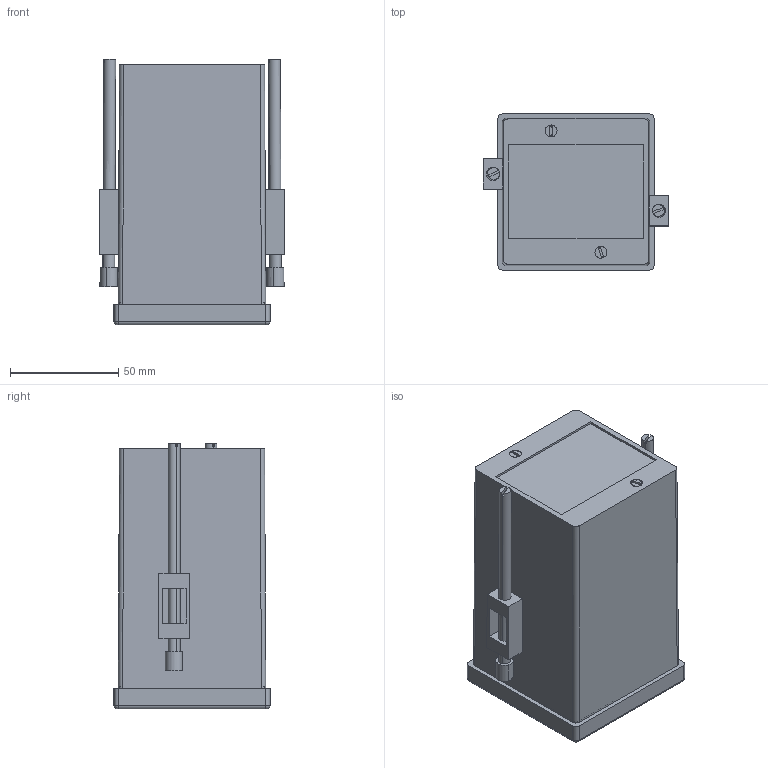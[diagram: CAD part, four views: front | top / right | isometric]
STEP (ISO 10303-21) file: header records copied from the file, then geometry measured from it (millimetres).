
FILE_DESCRIPTION (( 'STEP AP214' ), '1' );
FILE_NAME ('IC-072-03.STEP', '2022-01-17T14:19:45', ( '' ), ( '' ), 'SwSTEP 2.0', 'SolidWorks 2017', '' );
FILE_SCHEMA (( 'AUTOMOTIVE_DESIGN' ));
Length unit declared in the file: millimetre
Products named in the file (38): BP-72-00; Screw-Countershank-Small; Screw-Countershank; Clamp-Plastic-1; BrassInsert; Front Plate FP-72-00; IC-072-Case; Angels MAG-110; Metal Plate MPL-072; Clamp-110; IC-072-03; Clamp-Metal-110; Clamp-Plastic-2; Back Plate BP-72-00
Assembly tree (24 placements, depth 3):
  BP-72-00
  Screw-Countershank-Small
  Screw-Countershank
  Clamp-Plastic-1
  Screw-Countershank-Small
Bounding box: 85.79 x 72 x 122.53 mm (x, y, z)
Volume: 88234.4 mm3; surface area: 116611.8 mm2
Topology: 24 solids, 24 shells, 515 faces, 1262 edges, 818 vertices
Faces by surface type: plane 300, cylinder 167, cone 44, torus 4
Entity records: 10284 total; most frequent: CARTESIAN_POINT 1710, DIRECTION 1648, ORIENTED_EDGE 1544, EDGE_CURVE 772, AXIS2_PLACEMENT_3D 554, VECTOR 540, LINE 540, VERTEX_POINT 498
